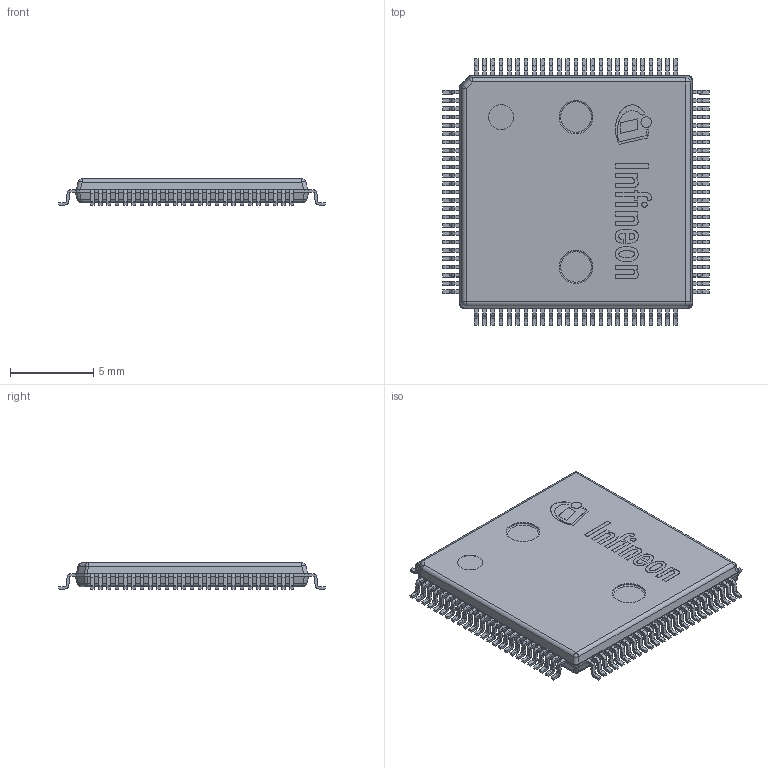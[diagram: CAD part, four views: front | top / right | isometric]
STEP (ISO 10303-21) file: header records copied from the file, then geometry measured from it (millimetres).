
FILE_DESCRIPTION(/* description */ (''),/* implementation_level */ '2;1');
FILE_NAME(/* name */ 'PG-LQFP-100-11_Z8B00022068_7.stp',/* time_stamp */ '2023-04-26T17:28:16+06:00',/* author */ ('Subramani'),/* organization */ (''),/* preprocessor_version */ 'ST-DEVELOPER v16.13',/* originating_system */ 'AutoCAD Mechanical',/* authorisation */ '');
FILE_SCHEMA (('AUTOMOTIVE_DESIGN { 1 0 10303 214 3 1 1 }'));
Length unit declared in the file: millimetre
Products named in the file (1): Product
Bounding box: 16 x 16 x 1.61 mm (x, y, z)
Volume: 277.5 mm3; surface area: 1471.7 mm2
Topology: 117 solids, 117 shells, 1609 faces, 4072 edges, 2703 vertices
Faces by surface type: plane 1138, cylinder 436, bspline 20, sphere 10, torus 5
Full cylindrical faces by diameter (mm): 0.318 x1, 0.637 x1, 1 x3, 1.5 x2, 2 x2
Entity records: 48315 total; most frequent: CARTESIAN_POINT 8879, ORIENTED_EDGE 8116, DIRECTION 8075, EDGE_CURVE 4058, LINE 3141, VECTOR 3141, VERTEX_POINT 2703, AXIS2_PLACEMENT_3D 2467
